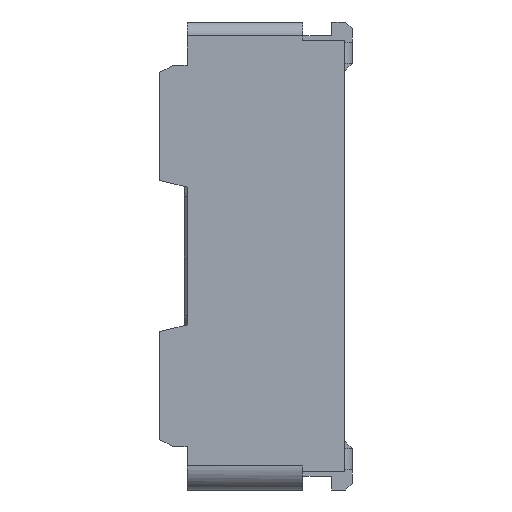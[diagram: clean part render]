
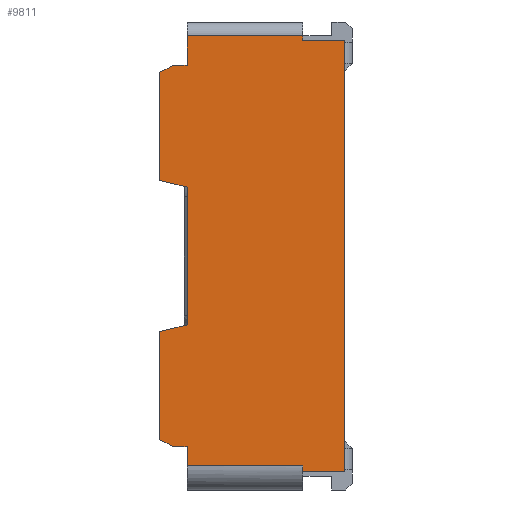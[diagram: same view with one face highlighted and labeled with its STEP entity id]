
A CAD part, left-side view. The second image highlights one B-rep face of the part: STEP entity #9811.
In plain terms, the highlighted planar face has unit normal (-1, 0, 0).
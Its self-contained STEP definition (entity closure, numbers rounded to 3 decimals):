
#209=DIRECTION('',(0.,1.,0.));
#210=VECTOR('',#209,0.1);
#211=CARTESIAN_POINT('',(-3.95,0.57,1.385));
#212=LINE('',#211,#210);
#237=DIRECTION('',(0.,0.,-1.));
#238=VECTOR('',#237,0.215);
#239=CARTESIAN_POINT('',(-3.95,0.57,1.6));
#240=LINE('',#239,#238);
#241=DIRECTION('',(0.,-1.,0.));
#242=VECTOR('',#241,0.84);
#243=CARTESIAN_POINT('',(-3.95,0.57,1.6));
#244=LINE('',#243,#242);
#245=DIRECTION('',(0.,0.,-1.));
#246=VECTOR('',#245,0.035);
#247=CARTESIAN_POINT('',(-3.95,-0.27,1.6));
#248=LINE('',#247,#246);
#249=DIRECTION('',(0.,1.,0.));
#250=VECTOR('',#249,0.3);
#251=CARTESIAN_POINT('',(-3.95,-0.57,1.565));
#252=LINE('',#251,#250);
#253=DIRECTION('',(0.,1.,0.));
#254=VECTOR('',#253,0.3);
#255=CARTESIAN_POINT('',(-3.95,-0.57,-1.565));
#256=LINE('',#255,#254);
#257=DIRECTION('',(0.,0.,-1.));
#258=VECTOR('',#257,0.04);
#259=CARTESIAN_POINT('',(-3.95,-0.27,-1.525));
#260=LINE('',#259,#258);
#261=DIRECTION('',(0.,1.,0.));
#262=VECTOR('',#261,0.84);
#263=CARTESIAN_POINT('',(-3.95,-0.27,-1.525));
#264=LINE('',#263,#262);
#265=DIRECTION('',(0.,0.,-1.));
#266=VECTOR('',#265,0.14);
#267=CARTESIAN_POINT('',(-3.95,0.57,-1.385));
#268=LINE('',#267,#266);
#269=DIRECTION('',(0.,1.,0.));
#270=VECTOR('',#269,0.1);
#271=CARTESIAN_POINT('',(-3.95,0.57,-1.385));
#272=LINE('',#271,#270);
#273=DIRECTION('',(0.,-0.894,-0.447));
#274=VECTOR('',#273,0.112);
#275=CARTESIAN_POINT('',(-3.95,0.77,-1.335));
#276=LINE('',#275,#274);
#277=DIRECTION('',(0.,0.97,-0.243));
#278=VECTOR('',#277,0.206);
#279=CARTESIAN_POINT('',(-3.95,0.57,-0.5));
#280=LINE('',#279,#278);
#281=DIRECTION('',(0.,0.,-1.));
#282=VECTOR('',#281,1.);
#283=CARTESIAN_POINT('',(-3.95,0.57,0.5));
#284=LINE('',#283,#282);
#285=DIRECTION('',(0.,-0.97,-0.243));
#286=VECTOR('',#285,0.206);
#287=CARTESIAN_POINT('',(-3.95,0.77,0.55));
#288=LINE('',#287,#286);
#289=DIRECTION('',(0.,0.894,-0.447));
#290=VECTOR('',#289,0.112);
#291=CARTESIAN_POINT('',(-3.95,0.67,1.385));
#292=LINE('',#291,#290);
#630=DIRECTION('',(0.,0.,1.));
#631=VECTOR('',#630,0.785);
#632=CARTESIAN_POINT('',(-3.95,0.77,0.55));
#633=LINE('',#632,#631);
#655=DIRECTION('',(0.,0.,1.));
#656=VECTOR('',#655,0.785);
#657=CARTESIAN_POINT('',(-3.95,0.77,-1.335));
#658=LINE('',#657,#656);
#1520=DIRECTION('',(0.,0.,-1.));
#1521=VECTOR('',#1520,3.13);
#1522=CARTESIAN_POINT('',(-3.95,-0.57,1.565));
#1523=LINE('',#1522,#1521);
#7182=CARTESIAN_POINT('',(-3.95,-0.57,1.565));
#7183=CARTESIAN_POINT('',(-3.95,-0.27,1.565));
#7184=VERTEX_POINT('',#7182);
#7185=VERTEX_POINT('',#7183);
#7194=CARTESIAN_POINT('',(-3.95,-0.57,-1.565));
#7195=VERTEX_POINT('',#7194);
#7204=CARTESIAN_POINT('',(-3.95,0.57,1.385));
#7206=VERTEX_POINT('',#7204);
#7208=CARTESIAN_POINT('',(-3.95,0.57,-1.385));
#7210=VERTEX_POINT('',#7208);
#7883=CARTESIAN_POINT('',(-3.95,-0.27,-1.565));
#7885=VERTEX_POINT('',#7883);
#7887=CARTESIAN_POINT('',(-3.95,-0.27,1.6));
#7889=VERTEX_POINT('',#7887);
#7890=CARTESIAN_POINT('',(-3.95,0.57,1.6));
#7891=VERTEX_POINT('',#7890);
#7895=CARTESIAN_POINT('',(-3.95,0.57,-1.525));
#7897=VERTEX_POINT('',#7895);
#7898=CARTESIAN_POINT('',(-3.95,-0.27,-1.525));
#7899=VERTEX_POINT('',#7898);
#7998=CARTESIAN_POINT('',(-3.95,0.67,1.385));
#8000=VERTEX_POINT('',#7998);
#8002=CARTESIAN_POINT('',(-3.95,0.77,1.335));
#8004=VERTEX_POINT('',#8002);
#8007=CARTESIAN_POINT('',(-3.95,0.77,-1.335));
#8009=VERTEX_POINT('',#8007);
#8011=CARTESIAN_POINT('',(-3.95,0.67,-1.385));
#8013=VERTEX_POINT('',#8011);
#8046=CARTESIAN_POINT('',(-3.95,0.77,0.55));
#8047=CARTESIAN_POINT('',(-3.95,0.57,0.5));
#8048=VERTEX_POINT('',#8046);
#8049=VERTEX_POINT('',#8047);
#8058=CARTESIAN_POINT('',(-3.95,0.57,-0.5));
#8059=CARTESIAN_POINT('',(-3.95,0.77,-0.55));
#8060=VERTEX_POINT('',#8058);
#8061=VERTEX_POINT('',#8059);
#9773=CARTESIAN_POINT('',(-3.95,0.57,1.7));
#9774=DIRECTION('',(-1.,0.,0.));
#9775=DIRECTION('',(0.,-1.,0.));
#9776=AXIS2_PLACEMENT_3D('',#9773,#9774,#9775);
#9777=PLANE('',#9776);
#9778=ORIENTED_EDGE('',*,*,#9730,.F.);
#9779=ORIENTED_EDGE('',*,*,#9566,.F.);
#9781=ORIENTED_EDGE('',*,*,#9780,.T.);
#9783=ORIENTED_EDGE('',*,*,#9782,.T.);
#9785=ORIENTED_EDGE('',*,*,#9784,.F.);
#9787=ORIENTED_EDGE('',*,*,#9786,.T.);
#9789=ORIENTED_EDGE('',*,*,#9788,.T.);
#9791=ORIENTED_EDGE('',*,*,#9790,.F.);
#9793=ORIENTED_EDGE('',*,*,#9792,.T.);
#9794=ORIENTED_EDGE('',*,*,#9589,.F.);
#9796=ORIENTED_EDGE('',*,*,#9795,.T.);
#9798=ORIENTED_EDGE('',*,*,#9797,.F.);
#9800=ORIENTED_EDGE('',*,*,#9799,.T.);
#9802=ORIENTED_EDGE('',*,*,#9801,.F.);
#9803=ORIENTED_EDGE('',*,*,#9619,.F.);
#9805=ORIENTED_EDGE('',*,*,#9804,.F.);
#9807=ORIENTED_EDGE('',*,*,#9806,.T.);
#9808=ORIENTED_EDGE('',*,*,#9764,.F.);
#9809=EDGE_LOOP('',(#9778,#9779,#9781,#9783,#9785,#9787,#9789,#9791,#9793,#9794,
#9796,#9798,#9800,#9802,#9803,#9805,#9807,#9808));
#9810=FACE_OUTER_BOUND('',#9809,.F.);
#9811=ADVANCED_FACE('',(#9810),#9777,.T.);
#9566=EDGE_CURVE('',#7891,#7206,#240,.T.);
#9589=EDGE_CURVE('',#7210,#7897,#268,.T.);
#9619=EDGE_CURVE('',#8049,#8060,#284,.T.);
#9730=EDGE_CURVE('',#7206,#8000,#212,.T.);
#9764=EDGE_CURVE('',#8000,#8004,#292,.T.);
#9780=EDGE_CURVE('',#7891,#7889,#244,.T.);
#9782=EDGE_CURVE('',#7889,#7185,#248,.T.);
#9784=EDGE_CURVE('',#7184,#7185,#252,.T.);
#9786=EDGE_CURVE('',#7184,#7195,#1523,.T.);
#9788=EDGE_CURVE('',#7195,#7885,#256,.T.);
#9790=EDGE_CURVE('',#7899,#7885,#260,.T.);
#9792=EDGE_CURVE('',#7899,#7897,#264,.T.);
#9795=EDGE_CURVE('',#7210,#8013,#272,.T.);
#9797=EDGE_CURVE('',#8009,#8013,#276,.T.);
#9799=EDGE_CURVE('',#8009,#8061,#658,.T.);
#9801=EDGE_CURVE('',#8060,#8061,#280,.T.);
#9804=EDGE_CURVE('',#8048,#8049,#288,.T.);
#9806=EDGE_CURVE('',#8048,#8004,#633,.T.);
